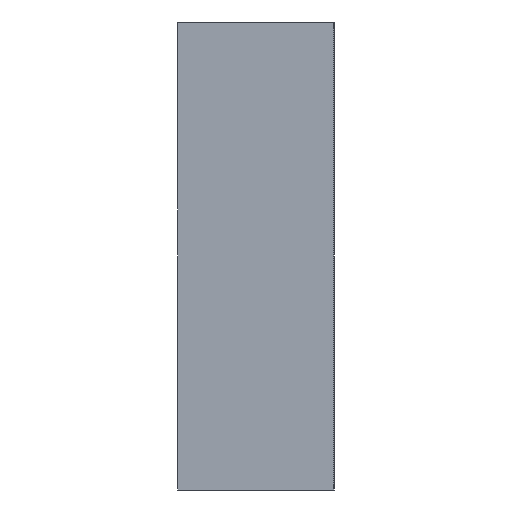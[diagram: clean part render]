
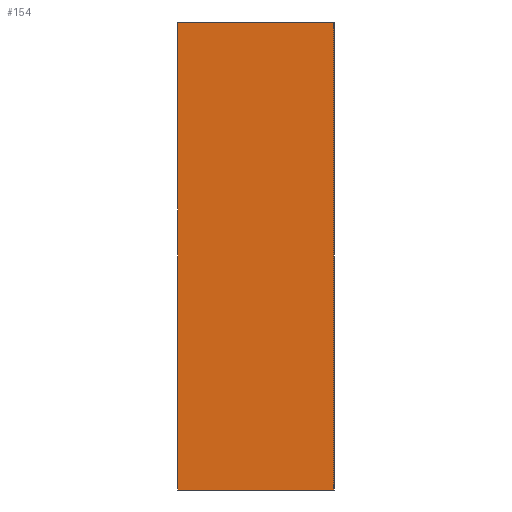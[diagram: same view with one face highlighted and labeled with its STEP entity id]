
A CAD part, left-side view. The second image highlights one B-rep face of the part: STEP entity #154.
In plain terms, the highlighted planar face has unit normal (-1, 0, 0).
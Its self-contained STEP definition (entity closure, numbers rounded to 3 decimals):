
#5 = DIRECTION ( 'NONE',  ( 0., 0., -1. ) ) ;
#33 = FACE_OUTER_BOUND ( 'NONE', #261, .T. ) ;
#37 = CARTESIAN_POINT ( 'NONE',  ( -38.1, -3.175, -9.525 ) ) ;
#60 = PLANE ( 'NONE',  #198 ) ;
#63 = LINE ( 'NONE', #359, #87 ) ;
#87 = VECTOR ( 'NONE', #116, 1000. ) ;
#108 = VECTOR ( 'NONE', #337, 1000. ) ;
#109 = CARTESIAN_POINT ( 'NONE',  ( -38.1, 3.175, -9.525 ) ) ;
#116 = DIRECTION ( 'NONE',  ( 0., -1., 0. ) ) ;
#134 = ORIENTED_EDGE ( 'NONE', *, *, #302, .T. ) ;
#140 = VECTOR ( 'NONE', #146, 1000. ) ;
#146 = DIRECTION ( 'NONE',  ( 0., 0., 1. ) ) ;
#148 = CARTESIAN_POINT ( 'NONE',  ( -38.1, 3.175, 9.525 ) ) ;
#154 = ADVANCED_FACE ( 'NONE', ( #33 ), #60, .F. ) ;
#157 = DIRECTION ( 'NONE',  ( 1., 0., 0. ) ) ;
#179 = VERTEX_POINT ( 'NONE', #256 ) ;
#183 = CARTESIAN_POINT ( 'NONE',  ( -38.1, 3.175, -9.525 ) ) ;
#188 = CARTESIAN_POINT ( 'NONE',  ( -38.1, 3.175, 9.525 ) ) ;
#198 = AXIS2_PLACEMENT_3D ( 'NONE', #188, #157, #5 ) ;
#214 = LINE ( 'NONE', #389, #108 ) ;
#230 = VERTEX_POINT ( 'NONE', #37 ) ;
#256 = CARTESIAN_POINT ( 'NONE',  ( -38.1, -3.175, 9.525 ) ) ;
#261 = EDGE_LOOP ( 'NONE', ( #321, #309, #395, #134 ) ) ;
#299 = VECTOR ( 'NONE', #346, 1000. ) ;
#302 = EDGE_CURVE ( 'NONE', #354, #230, #387, .T. ) ;
#309 = ORIENTED_EDGE ( 'NONE', *, *, #310, .F. ) ;
#310 = EDGE_CURVE ( 'NONE', #323, #179, #63, .T. ) ;
#321 = ORIENTED_EDGE ( 'NONE', *, *, #348, .T. ) ;
#323 = VERTEX_POINT ( 'NONE', #148 ) ;
#327 = EDGE_CURVE ( 'NONE', #354, #323, #214, .T. ) ;
#337 = DIRECTION ( 'NONE',  ( 0., 0., 1. ) ) ;
#346 = DIRECTION ( 'NONE',  ( 0., -1., 0. ) ) ;
#348 = EDGE_CURVE ( 'NONE', #230, #179, #364, .T. ) ;
#354 = VERTEX_POINT ( 'NONE', #183 ) ;
#359 = CARTESIAN_POINT ( 'NONE',  ( -38.1, 3.175, 9.525 ) ) ;
#364 = LINE ( 'NONE', #398, #140 ) ;
#387 = LINE ( 'NONE', #109, #299 ) ;
#389 = CARTESIAN_POINT ( 'NONE',  ( -38.1, 3.175, 9.525 ) ) ;
#395 = ORIENTED_EDGE ( 'NONE', *, *, #327, .F. ) ;
#398 = CARTESIAN_POINT ( 'NONE',  ( -38.1, -3.175, 9.525 ) ) ;
